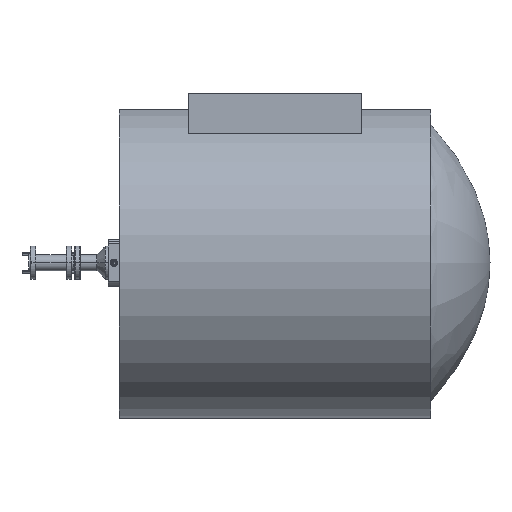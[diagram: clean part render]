
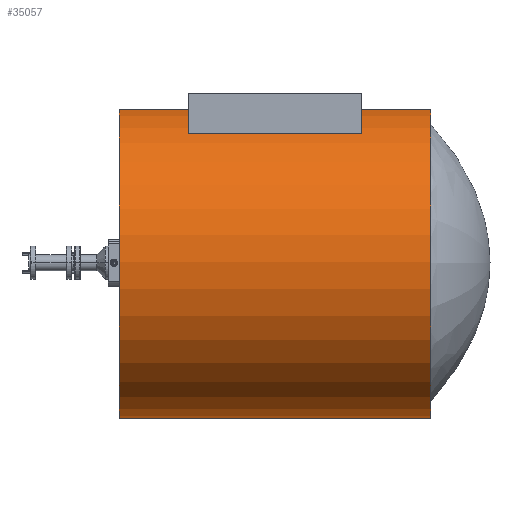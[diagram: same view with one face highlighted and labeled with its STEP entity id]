
A CAD part, left-side view. The second image highlights one B-rep face of the part: STEP entity #35057.
In plain terms, the highlighted cylindrical face has radius 88.9 mm (diameter 177.8 mm), a partial arc.
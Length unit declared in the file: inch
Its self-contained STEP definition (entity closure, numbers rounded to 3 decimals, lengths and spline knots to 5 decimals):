
#334 = EDGE_CURVE ( 'NONE', #9500, #31705, #32170, .T. ) ;
#1024 = FACE_OUTER_BOUND ( 'NONE', #9961, .T. ) ;
#1865 = CARTESIAN_POINT ( 'NONE',  ( -1.57076, 4.54438, -2.70128 ) ) ;
#5738 = EDGE_CURVE ( 'NONE', #22994, #31705, #21242, .T. ) ;
#8340 = DIRECTION ( 'NONE',  ( 0., 1., 0. ) ) ;
#9500 = VERTEX_POINT ( 'NONE', #35324 ) ;
#9961 = EDGE_LOOP ( 'NONE', ( #11579, #16567, #20723, #43885 ) ) ;
#10424 = AXIS2_PLACEMENT_3D ( 'NONE', #34547, #27871, #41498 ) ;
#11559 = DIRECTION ( 'NONE',  ( 0., 1., 0. ) ) ;
#11579 = ORIENTED_EDGE ( 'NONE', *, *, #5738, .F. ) ;
#11591 = CARTESIAN_POINT ( 'NONE',  ( -2.16025, 4.54438, 4.24872 ) ) ;
#13603 = CARTESIAN_POINT ( 'NONE',  ( -2.16025, 4.54438, 4.24872 ) ) ;
#14934 = CARTESIAN_POINT ( 'NONE',  ( -1.57076, -2.45562, 0.79872 ) ) ;
#16567 = ORIENTED_EDGE ( 'NONE', *, *, #39023, .T. ) ;
#20018 = CARTESIAN_POINT ( 'NONE',  ( -1.57076, -2.45562, -2.70128 ) ) ;
#20723 = ORIENTED_EDGE ( 'NONE', *, *, #27705, .T. ) ;
#21242 = CIRCLE ( 'NONE', #29122, 3.5 ) ;
#21393 = LINE ( 'NONE', #25189, #39986 ) ;
#21752 = CARTESIAN_POINT ( 'NONE',  ( -1.57076, 4.54438, 0.79872 ) ) ;
#22196 = DIRECTION ( 'NONE',  ( 0., 0., 1. ) ) ;
#22556 = AXIS2_PLACEMENT_3D ( 'NONE', #14934, #11559, #35465 ) ;
#22994 = VERTEX_POINT ( 'NONE', #1865 ) ;
#25189 = CARTESIAN_POINT ( 'NONE',  ( -1.57076, 4.54438, -2.70128 ) ) ;
#25641 = VECTOR ( 'NONE', #42437, 39.37008 ) ;
#26152 = CIRCLE ( 'NONE', #22556, 3.5 ) ;
#27705 = EDGE_CURVE ( 'NONE', #43042, #9500, #26152, .T. ) ;
#27871 = DIRECTION ( 'NONE',  ( 0., -1., 0. ) ) ;
#28301 = CYLINDRICAL_SURFACE ( 'NONE', #10424, 3.5 ) ;
#29122 = AXIS2_PLACEMENT_3D ( 'NONE', #21752, #8340, #22196 ) ;
#31705 = VERTEX_POINT ( 'NONE', #13603 ) ;
#32170 = LINE ( 'NONE', #11591, #25641 ) ;
#34547 = CARTESIAN_POINT ( 'NONE',  ( -1.57076, 4.54438, 0.79872 ) ) ;
#35057 = ADVANCED_FACE ( 'NONE', ( #1024 ), #28301, .T. ) ;
#35324 = CARTESIAN_POINT ( 'NONE',  ( -2.16025, -2.45562, 4.24872 ) ) ;
#35465 = DIRECTION ( 'NONE',  ( 0., 0., 1. ) ) ;
#39023 = EDGE_CURVE ( 'NONE', #22994, #43042, #21393, .T. ) ;
#39986 = VECTOR ( 'NONE', #41735, 39.37008 ) ;
#41498 = DIRECTION ( 'NONE',  ( 0., 0., -1. ) ) ;
#41735 = DIRECTION ( 'NONE',  ( 0., -1., 0. ) ) ;
#42437 = DIRECTION ( 'NONE',  ( 0., 1., 0. ) ) ;
#43042 = VERTEX_POINT ( 'NONE', #20018 ) ;
#43885 = ORIENTED_EDGE ( 'NONE', *, *, #334, .T. ) ;
